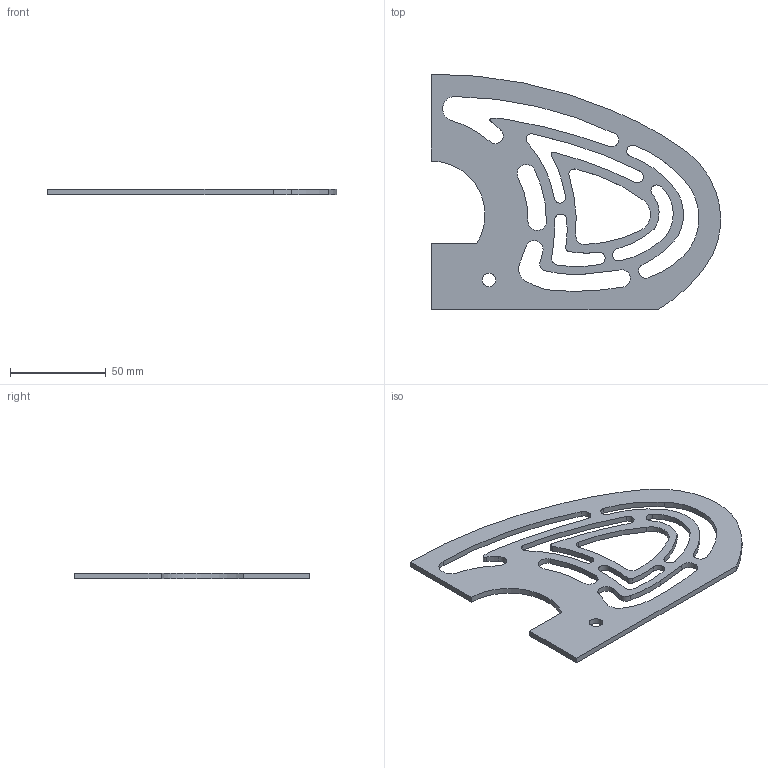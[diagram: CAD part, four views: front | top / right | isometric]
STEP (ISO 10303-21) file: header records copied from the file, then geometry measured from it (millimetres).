
FILE_DESCRIPTION(('FreeCAD Model'),'2;1');
FILE_NAME('Blende_rechts.step', '2018-12-22T10:07:40',('Author'),(''), 'Open CASCADE STEP processor 7.2','FreeCAD','Unknown');
FILE_SCHEMA(('AUTOMOTIVE_DESIGN { 1 0 10303 214 1 1 1 1 }'));
Length unit declared in the file: millimetre
Products named in the file (1): Blende_rechts
Bounding box: 151.01 x 123.07 x 3 mm (x, y, z)
Volume: 28004.9 mm3; surface area: 23892.3 mm2
Topology: 1 solids, 1 shells, 73 faces, 213 edges, 142 vertices
Faces by surface type: cylinder 64, plane 9
Full cylindrical faces by diameter (mm): 7 x1
Entity records: 5705 total; most frequent: CARTESIAN_POINT 1623, DIRECTION 787, ORIENTED_EDGE 426, PCURVE 426, DEFINITIONAL_REPRESENTATION 426, LINE 383, VECTOR 383, EDGE_CURVE 213
